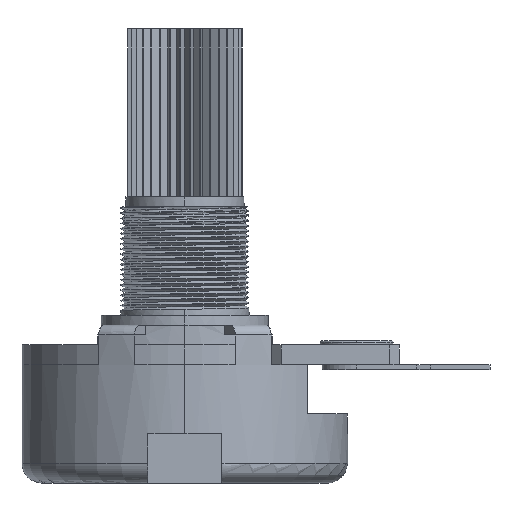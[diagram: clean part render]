
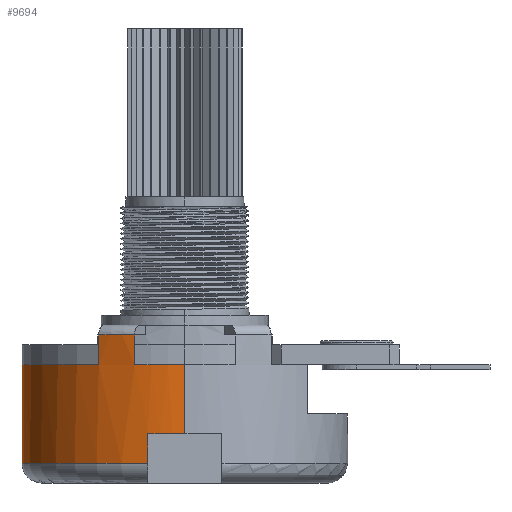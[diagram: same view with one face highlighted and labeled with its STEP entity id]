
A CAD part, left-side view. The second image highlights one B-rep face of the part: STEP entity #9694.
In plain terms, the highlighted cylindrical face has radius 8.25 mm (diameter 16.5 mm), a partial arc.
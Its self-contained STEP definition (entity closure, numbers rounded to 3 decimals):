
#1 = LINE ( 'NONE', #9208, #685 ) ;
#10 = CARTESIAN_POINT ( 'NONE',  ( 0., 12.449, -7.215 ) ) ;
#26 = ORIENTED_EDGE ( 'NONE', *, *, #2838, .F. ) ;
#63 = ORIENTED_EDGE ( 'NONE', *, *, #9201, .T. ) ;
#174 = DIRECTION ( 'NONE',  ( -1., 0., 0. ) ) ;
#282 = VECTOR ( 'NONE', #6003, 1000. ) ;
#419 = DIRECTION ( 'NONE',  ( 0., 0., 1. ) ) ;
#455 = CIRCLE ( 'NONE', #5306, 8.25 ) ;
#685 = VECTOR ( 'NONE', #993, 1000. ) ;
#706 = CARTESIAN_POINT ( 'NONE',  ( 0., 12.449, -5.715 ) ) ;
#933 = CARTESIAN_POINT ( 'NONE',  ( 8.25, 12.449, -7.215 ) ) ;
#991 = LINE ( 'NONE', #12213, #282 ) ;
#993 = DIRECTION ( 'NONE',  ( 0., 0., -1. ) ) ;
#1077 = CARTESIAN_POINT ( 'NONE',  ( -7., 16.815, -5.715 ) ) ;
#1105 = DIRECTION ( 'NONE',  ( 0., 0., -1. ) ) ;
#1197 = ORIENTED_EDGE ( 'NONE', *, *, #2055, .T. ) ;
#1258 = DIRECTION ( 'NONE',  ( 0., 0., -1. ) ) ;
#1331 = AXIS2_PLACEMENT_3D ( 'NONE', #5125, #1105, #7200 ) ;
#1506 = VERTEX_POINT ( 'NONE', #1843 ) ;
#1527 = VERTEX_POINT ( 'NONE', #2095 ) ;
#1593 = EDGE_CURVE ( 'NONE', #7295, #9682, #8991, .T. ) ;
#1689 = CARTESIAN_POINT ( 'NONE',  ( 0., 12.449, -7.215 ) ) ;
#1843 = CARTESIAN_POINT ( 'NONE',  ( -8.25, 12.449, -7.215 ) ) ;
#1870 = CIRCLE ( 'NONE', #4171, 8.25 ) ;
#1981 = VERTEX_POINT ( 'NONE', #7561 ) ;
#2055 = EDGE_CURVE ( 'NONE', #1981, #1506, #991, .T. ) ;
#2095 = CARTESIAN_POINT ( 'NONE',  ( -7.847, 14.995, -7.215 ) ) ;
#2378 = ORIENTED_EDGE ( 'NONE', *, *, #6188, .T. ) ;
#2536 = CARTESIAN_POINT ( 'NONE',  ( -8.034, 14.325, -13.215 ) ) ;
#2617 = AXIS2_PLACEMENT_3D ( 'NONE', #1689, #4040, #11967 ) ;
#2811 = CARTESIAN_POINT ( 'NONE',  ( -8.034, 14.325, -12.215 ) ) ;
#2838 = EDGE_CURVE ( 'NONE', #7295, #6552, #4132, .T. ) ;
#3153 = VECTOR ( 'NONE', #10895, 1000. ) ;
#3184 = DIRECTION ( 'NONE',  ( 0., 0., -1. ) ) ;
#3301 = CARTESIAN_POINT ( 'NONE',  ( 7., 16.815, -5.215 ) ) ;
#3481 = CARTESIAN_POINT ( 'NONE',  ( -7.847, 14.995, -5.715 ) ) ;
#3618 = CARTESIAN_POINT ( 'NONE',  ( -7., 16.815, -7.215 ) ) ;
#3740 = DIRECTION ( 'NONE',  ( -1., 0., 0. ) ) ;
#3818 = ORIENTED_EDGE ( 'NONE', *, *, #6121, .F. ) ;
#3824 = CARTESIAN_POINT ( 'NONE',  ( -7.847, 14.995, -5.215 ) ) ;
#3901 = CARTESIAN_POINT ( 'NONE',  ( 0., 12.449, -5.715 ) ) ;
#3913 = EDGE_CURVE ( 'NONE', #7651, #10012, #6242, .T. ) ;
#4040 = DIRECTION ( 'NONE',  ( 0., 0., -1. ) ) ;
#4114 = AXIS2_PLACEMENT_3D ( 'NONE', #3901, #12037, #6713 ) ;
#4132 = LINE ( 'NONE', #8988, #7314 ) ;
#4171 = AXIS2_PLACEMENT_3D ( 'NONE', #706, #8863, #3740 ) ;
#4292 = LINE ( 'NONE', #5355, #12590 ) ;
#4339 = CARTESIAN_POINT ( 'NONE',  ( 7., 16.815, -5.715 ) ) ;
#4699 = CARTESIAN_POINT ( 'NONE',  ( 0., 12.449, -10.715 ) ) ;
#4932 = VERTEX_POINT ( 'NONE', #1077 ) ;
#4971 = DIRECTION ( 'NONE',  ( 1., 0., 0. ) ) ;
#5125 = CARTESIAN_POINT ( 'NONE',  ( 0., 12.449, -7.215 ) ) ;
#5143 = EDGE_CURVE ( 'NONE', #9682, #6946, #12941, .T. ) ;
#5306 = AXIS2_PLACEMENT_3D ( 'NONE', #4699, #12768, #6695 ) ;
#5355 = CARTESIAN_POINT ( 'NONE',  ( -7., 16.815, -5.215 ) ) ;
#5411 = LINE ( 'NONE', #3301, #8614 ) ;
#5434 = ORIENTED_EDGE ( 'NONE', *, *, #5143, .T. ) ;
#5486 = EDGE_CURVE ( 'NONE', #10012, #10742, #1, .T. ) ;
#5522 = AXIS2_PLACEMENT_3D ( 'NONE', #10, #8165, #6957 ) ;
#5782 = FACE_OUTER_BOUND ( 'NONE', #11360, .T. ) ;
#6003 = DIRECTION ( 'NONE',  ( 0., 0., 1. ) ) ;
#6121 = EDGE_CURVE ( 'NONE', #1981, #6946, #455, .T. ) ;
#6188 = EDGE_CURVE ( 'NONE', #10742, #6552, #8286, .T. ) ;
#6242 = CIRCLE ( 'NONE', #4114, 8.25 ) ;
#6552 = VERTEX_POINT ( 'NONE', #933 ) ;
#6613 = CIRCLE ( 'NONE', #2617, 8.25 ) ;
#6695 = DIRECTION ( 'NONE',  ( -1., 0., 0. ) ) ;
#6713 = DIRECTION ( 'NONE',  ( -1., 0., 0. ) ) ;
#6753 = LINE ( 'NONE', #3824, #3153 ) ;
#6771 = DIRECTION ( 'NONE',  ( 0., 0., 1. ) ) ;
#6946 = VERTEX_POINT ( 'NONE', #13118 ) ;
#6957 = DIRECTION ( 'NONE',  ( -1., 0., 0. ) ) ;
#7127 = DIRECTION ( 'NONE',  ( 0., 0., 1. ) ) ;
#7200 = DIRECTION ( 'NONE',  ( -1., 0., 0. ) ) ;
#7202 = ORIENTED_EDGE ( 'NONE', *, *, #1593, .T. ) ;
#7295 = VERTEX_POINT ( 'NONE', #11953 ) ;
#7314 = VECTOR ( 'NONE', #7127, 1000. ) ;
#7341 = EDGE_CURVE ( 'NONE', #9493, #1527, #6753, .T. ) ;
#7561 = CARTESIAN_POINT ( 'NONE',  ( -8.25, 12.449, -10.715 ) ) ;
#7575 = VERTEX_POINT ( 'NONE', #11075 ) ;
#7651 = VERTEX_POINT ( 'NONE', #4339 ) ;
#7976 = CYLINDRICAL_SURFACE ( 'NONE', #10558, 8.25 ) ;
#8165 = DIRECTION ( 'NONE',  ( 0., 0., -1. ) ) ;
#8252 = CARTESIAN_POINT ( 'NONE',  ( 0., 12.449, -12.215 ) ) ;
#8286 = CIRCLE ( 'NONE', #5522, 8.25 ) ;
#8501 = ORIENTED_EDGE ( 'NONE', *, *, #7341, .F. ) ;
#8573 = ORIENTED_EDGE ( 'NONE', *, *, #11566, .T. ) ;
#8614 = VECTOR ( 'NONE', #1258, 1000. ) ;
#8742 = ORIENTED_EDGE ( 'NONE', *, *, #11401, .T. ) ;
#8839 = EDGE_CURVE ( 'NONE', #7651, #7575, #5411, .T. ) ;
#8863 = DIRECTION ( 'NONE',  ( 0., 0., -1. ) ) ;
#8889 = ORIENTED_EDGE ( 'NONE', *, *, #5486, .T. ) ;
#8988 = CARTESIAN_POINT ( 'NONE',  ( 8.25, 12.449, -13.215 ) ) ;
#8991 = CIRCLE ( 'NONE', #10487, 8.25 ) ;
#9201 = EDGE_CURVE ( 'NONE', #9493, #4932, #1870, .T. ) ;
#9208 = CARTESIAN_POINT ( 'NONE',  ( 7.847, 14.995, -5.215 ) ) ;
#9253 = DIRECTION ( 'NONE',  ( 0., 0., 1. ) ) ;
#9493 = VERTEX_POINT ( 'NONE', #3481 ) ;
#9682 = VERTEX_POINT ( 'NONE', #2811 ) ;
#9694 = ADVANCED_FACE ( 'NONE', ( #5782 ), #7976, .T. ) ;
#10012 = VERTEX_POINT ( 'NONE', #12145 ) ;
#10218 = CIRCLE ( 'NONE', #1331, 8.25 ) ;
#10249 = VERTEX_POINT ( 'NONE', #3618 ) ;
#10466 = EDGE_CURVE ( 'NONE', #10249, #7575, #10218, .T. ) ;
#10487 = AXIS2_PLACEMENT_3D ( 'NONE', #8252, #9253, #174 ) ;
#10558 = AXIS2_PLACEMENT_3D ( 'NONE', #11841, #6771, #4971 ) ;
#10612 = ORIENTED_EDGE ( 'NONE', *, *, #10466, .T. ) ;
#10742 = VERTEX_POINT ( 'NONE', #10825 ) ;
#10825 = CARTESIAN_POINT ( 'NONE',  ( 7.847, 14.995, -7.215 ) ) ;
#10895 = DIRECTION ( 'NONE',  ( 0., 0., -1. ) ) ;
#11063 = VECTOR ( 'NONE', #419, 1000. ) ;
#11075 = CARTESIAN_POINT ( 'NONE',  ( 7., 16.815, -7.215 ) ) ;
#11337 = ORIENTED_EDGE ( 'NONE', *, *, #3913, .T. ) ;
#11360 = EDGE_LOOP ( 'NONE', ( #3818, #1197, #8573, #8501, #63, #8742, #10612, #11572, #11337, #8889, #2378, #26, #7202, #5434 ) ) ;
#11401 = EDGE_CURVE ( 'NONE', #4932, #10249, #4292, .T. ) ;
#11566 = EDGE_CURVE ( 'NONE', #1506, #1527, #6613, .T. ) ;
#11572 = ORIENTED_EDGE ( 'NONE', *, *, #8839, .F. ) ;
#11841 = CARTESIAN_POINT ( 'NONE',  ( 0., 12.449, -13.215 ) ) ;
#11953 = CARTESIAN_POINT ( 'NONE',  ( 8.25, 12.449, -12.215 ) ) ;
#11967 = DIRECTION ( 'NONE',  ( -1., 0., 0. ) ) ;
#12037 = DIRECTION ( 'NONE',  ( 0., 0., -1. ) ) ;
#12145 = CARTESIAN_POINT ( 'NONE',  ( 7.847, 14.995, -5.715 ) ) ;
#12213 = CARTESIAN_POINT ( 'NONE',  ( -8.25, 12.449, -13.215 ) ) ;
#12590 = VECTOR ( 'NONE', #3184, 1000. ) ;
#12768 = DIRECTION ( 'NONE',  ( 0., 0., -1. ) ) ;
#12941 = LINE ( 'NONE', #2536, #11063 ) ;
#13118 = CARTESIAN_POINT ( 'NONE',  ( -8.034, 14.325, -10.715 ) ) ;
